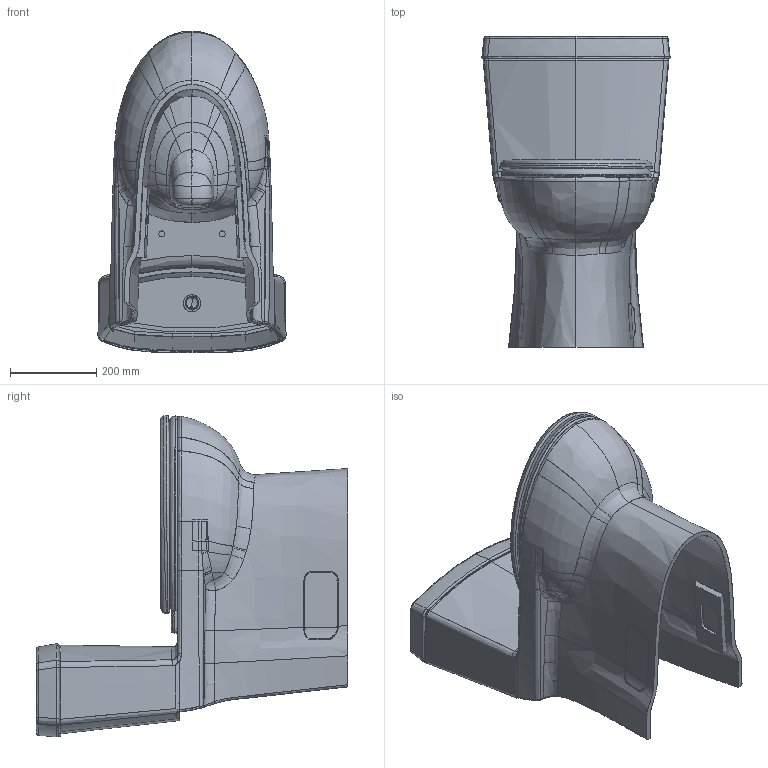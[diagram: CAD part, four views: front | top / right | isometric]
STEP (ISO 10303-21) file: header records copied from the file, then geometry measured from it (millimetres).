
FILE_DESCRIPTION (( 'STEP AP203' ), '1' );
FILE_NAME ('Stealth_SF_EB_N7711.STEP', '2016-08-31T19:07:05', ( '' ), ( '' ), 'SwSTEP 2.0', 'SolidWorks 2015', '' );
FILE_SCHEMA (( 'CONFIG_CONTROL_DESIGN' ));
Length unit declared in the file: inch
Products named in the file (484): N7711_original_scanned279; N7711_original_scanned355; N7711_original_scanned398; N7711_original_scanned428; N7711_original_scanned210; N7711_original_scanned457; N7711_original_scanned350; N7711_original_scanned244; N7711_original_scanned341; N7711_original_scanned362; N7711_original_scanned075; N7711_original_scanned001; N7711_original_scanned208; N7711_original_scanned386; N7711_original_scanned154; N7711_original_scanned329; N7711_original_scanned120; N7711_original_scanned300; BackModified; N7711_original_scanned187; N7711_original_scanned009; N7711_original_scanned180; N7711_original_scanned423; N7711_original_scanned320; N7711_original_scanned207; N7711_original_scanned439; N7711_original_scanned289; N7711_original_scanned420; N7711_original_scanned167; N7711_original_scanned354; N7711_original_scanned318; N7711_original_scanned144; N7711_original_scanned323; N7711_original_scanned086; N7711_original_scanned134; N7711_original_scanned221; N7711_original_scanned461; N7711_original_scanned381; N7711_original_scanned292; N7711_original_scanned366 ...
Assembly tree (483 placements, depth 2):
  Stealth_SF_EB_N7711
    Revolve
    N7711_original_scanned001
    N7711_original_scanned002
    N7711_original_scanned003
    N7711_original_scanned004
    Cut
    Fillet006
    N7711_original_scanned005
    N7711_original_scanned006
    N7711_original_scanned007
    N7711_original_scanned008
    N7711_original_scanned009
    N7711_original_scanned010
    N7711_original_scanned011
    N7711_original_scanned012
    N7711_original_scanned013
    N7711_original_scanned014
    N7711_original_scanned015
    N7711_original_scanned016
    N7711_original_scanned017
    N7711_original_scanned018
    N7711_original_scanned019
    N7711_original_scanned020
    N7711_original_scanned021
    N7711_original_scanned022
    N7711_original_scanned023
    N7711_original_scanned024
    N7711_original_scanned025
    N7711_original_scanned026
    N7711_original_scanned027
    N7711_original_scanned028
    N7711_original_scanned029
    N7711_original_scanned030
    N7711_original_scanned031
    N7711_original_scanned032
    N7711_original_scanned033
    N7711_original_scanned034
    N7711_original_scanned035
    N7711_original_scanned036
    N7711_original_scanned037
    N7711_original_scanned038
    N7711_original_scanned039
    N7711_original_scanned040
    N7711_original_scanned041
    N7711_original_scanned042
    N7711_original_scanned043
    N7711_original_scanned044
    N7711_original_scanned045
    N7711_original_scanned046
    N7711_original_scanned047
    N7711_original_scanned048
    N7711_original_scanned049
    N7711_original_scanned050
    N7711_original_scanned051
    N7711_original_scanned052
    N7711_original_scanned053
    N7711_original_scanned054
    N7711_original_scanned055
    N7711_original_scanned056
Bounding box: 436.82 x 723.15 x 747.5 mm (x, y, z)
Volume: 7712861.7 mm3; surface area: 3148972.5 mm2
Topology: 10 solids, 484 shells, 673 faces, 8495 edges, 8308 vertices
Faces by surface type: bspline 531, cylinder 73, plane 69
Entity records: 187373 total; most frequent: CARTESIAN_POINT 94418, ORIENTED_EDGE 8944, EDGE_CURVE 8487, VERTEX_POINT 8308, B_SPLINE_CURVE_WITH_KNOTS 7954, PERSON_AND_ORGANIZATION 4355, CALENDAR_DATE 3386, COORDINATED_UNIVERSAL_TIME_OFFSET 3386
